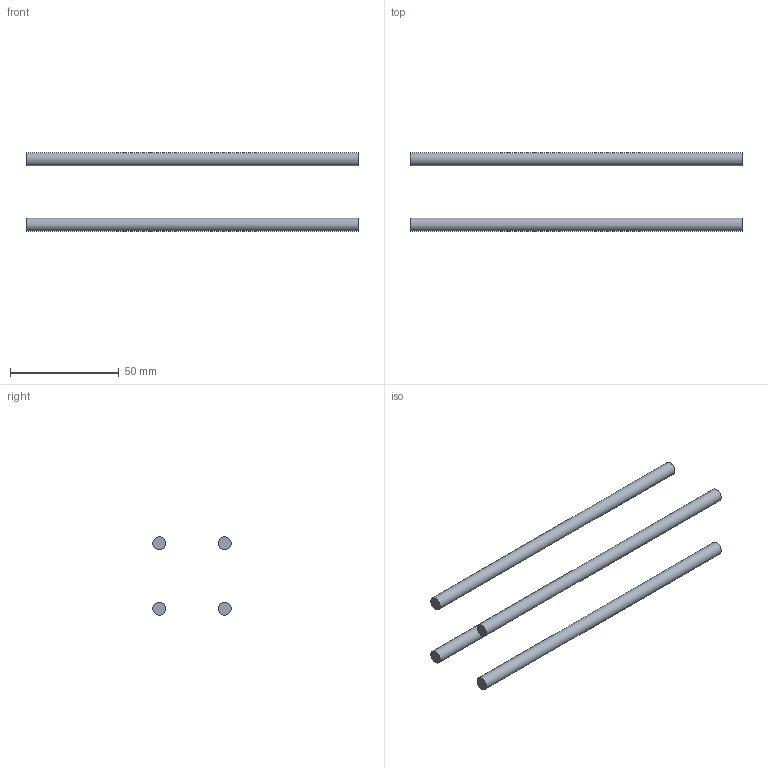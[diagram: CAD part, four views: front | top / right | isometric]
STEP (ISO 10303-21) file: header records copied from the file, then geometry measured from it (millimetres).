
FILE_DESCRIPTION(/* description */ (''),/* implementation_level */ '2;1');
FILE_NAME(/* name */ 'Rods 6in_v2.step',/* time_stamp */ '2024-02-15T15:42:44-05:00',/* author */ (''),/* organization */ (''),/* preprocessor_version */ 'ST-DEVELOPER v20',/* originating_system */ 'Autodesk Translation Framework v12.20.1.177',/* authorisation */ '');
FILE_SCHEMA (('AUTOMOTIVE_DESIGN { 1 0 10303 214 3 1 1 }'));
Length unit declared in the file: millimetre
Products named in the file (1): Rods 6in
Bounding box: 152.4 x 36 x 36 mm (x, y, z)
Volume: 17236 mm3; surface area: 11716.9 mm2
Topology: 4 solids, 4 shells, 12 faces, 12 edges, 8 vertices
Faces by surface type: plane 8, cylinder 4
Full cylindrical faces by diameter (mm): 6 x4
Entity records: 261 total; most frequent: DIRECTION 46, CARTESIAN_POINT 33, ORIENTED_EDGE 24, AXIS2_PLACEMENT_3D 21, FACE_OUTER_BOUND 12, EDGE_LOOP 12, EDGE_CURVE 12, ADVANCED_FACE 12
